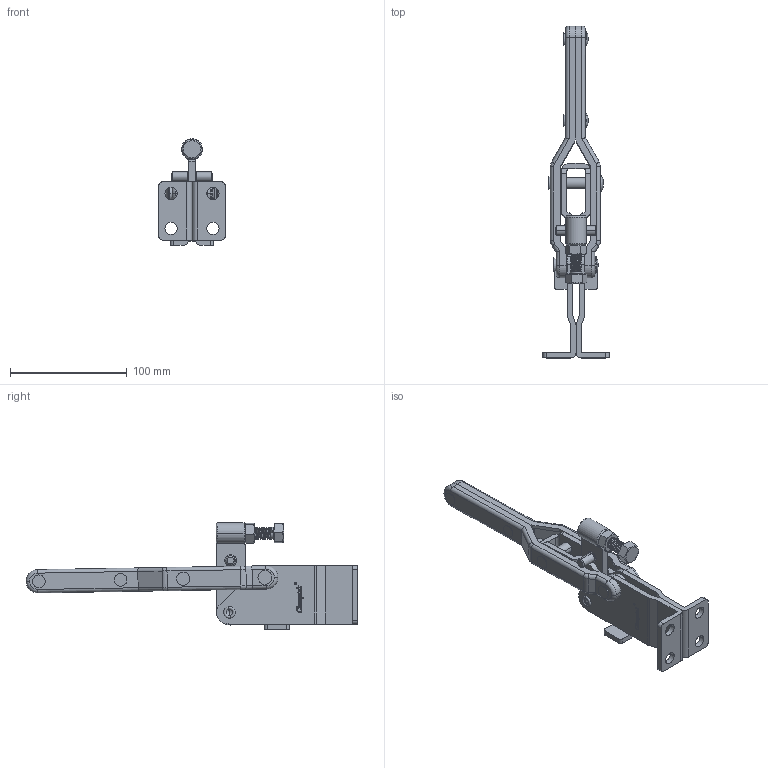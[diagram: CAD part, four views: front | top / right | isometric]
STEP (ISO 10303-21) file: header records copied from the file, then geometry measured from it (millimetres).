
FILE_DESCRIPTION (( 'STEP AP203' ), '1' );
FILE_NAME ('CH-10448-ZH.STEP', '2010-06-05T01:47:14', ( '微软用户' ), ( '微软中国' ), 'SwSTEP 2.0', 'SolidWorks 2008', '' );
FILE_SCHEMA (( 'CONFIG_CONTROL_DESIGN' ));
Length unit declared in the file: millimetre
Products named in the file (12): CH-10444-09_默认; CH-10448-ZH FLANGED BASE_默认; CH-10444-07_默认; M10 Nut_默认; CH-10448-ZH; CH-10444-06_默认; CH-10444-03 HANDLE_默认; CH-10444-08_默认; CH-10444-05_默认; CH-10444-04 CONNECTING-PLATE_默认; CH-10448-Z-02  BAR_默认<按加工>; CH-SA-105015 SPINDLE SUPPLIED_默认
Assembly tree (13 placements, depth 2):
  CH-10448-ZH
    CH-10444-05_默认  x2
    CH-10444-09_默认
    CH-10444-07_默认
    CH-10444-06_默认
    CH-10444-03 HANDLE_默认
    CH-10444-08_默认  x2
    CH-10448-Z-02  BAR_默认<按加工>
    CH-10444-04 CONNECTING-PLATE_默认
    CH-SA-105015 SPINDLE SUPPLIED_默认
    CH-10448-ZH FLANGED BASE_默认
    M10 Nut_默认
Bounding box: 57 x 284.87 x 91.48 mm (x, y, z)
Volume: 140918.1 mm3; surface area: 86934.1 mm2
Topology: 25 solids, 25 shells, 931 faces, 2454 edges, 1595 vertices
Faces by surface type: plane 363, cylinder 296, bspline 190, cone 52, torus 30
Entity records: 41285 total; most frequent: CARTESIAN_POINT 19103, ORIENTED_EDGE 4788, DIRECTION 3632, EDGE_CURVE 2394, VERTEX_POINT 1568, VECTOR 1314, LINE 1314, AXIS2_PLACEMENT_3D 1159
